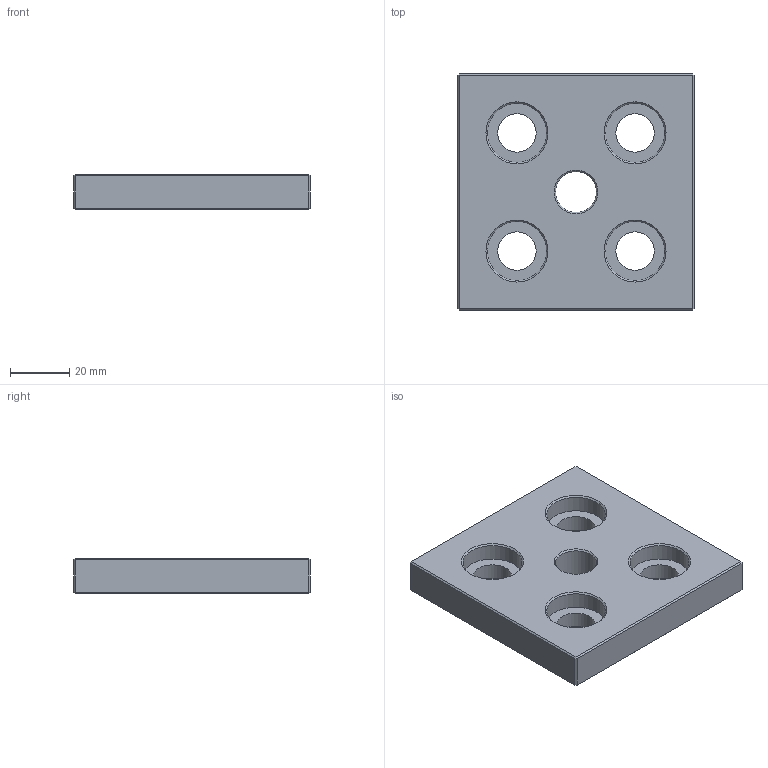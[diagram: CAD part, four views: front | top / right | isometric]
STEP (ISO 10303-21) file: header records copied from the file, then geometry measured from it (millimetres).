
FILE_DESCRIPTION(/* description */ ('Upínací příruba'),/* implementation_level */ '2;1');
FILE_NAME(/* name */ '528082.stp',/* time_stamp */ '2023-09-07T10:49:37+02:00',/* author */ ('Špaček'),/* organization */ ('Alutec K&K'),/* preprocessor_version */ 'ST-DEVELOPER v18.1',/* originating_system */ 'Autodesk Inventor 2021',/* authorisation */ '');
FILE_SCHEMA (('AUTOMOTIVE_DESIGN { 1 0 10303 214 3 1 1 }'));
Length unit declared in the file: millimetre
Products named in the file (1): 528082
Bounding box: 80 x 80 x 12 mm (x, y, z)
Volume: 64121.3 mm3; surface area: 17941.3 mm2
Topology: 1 solids, 1 shells, 49 faces, 100 edges, 57 vertices
Faces by surface type: plane 30, cone 10, cylinder 9
Full cylindrical faces by diameter (mm): 13 x4, 13.835 x1, 20 x4
Entity records: 1316 total; most frequent: DIRECTION 233, CARTESIAN_POINT 207, ORIENTED_EDGE 200, EDGE_CURVE 100, AXIS2_PLACEMENT_3D 83, LINE 67, VECTOR 67, EDGE_LOOP 63
